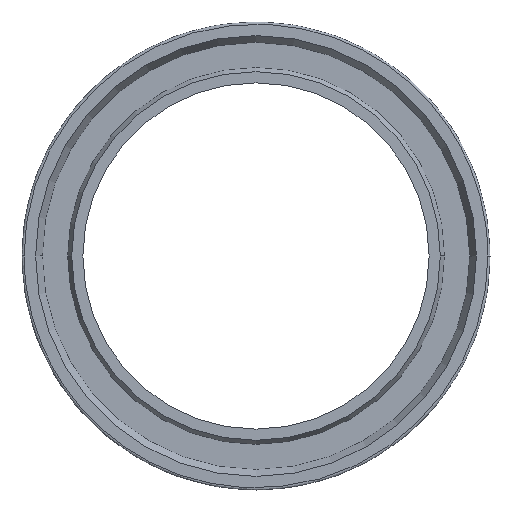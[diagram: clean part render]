
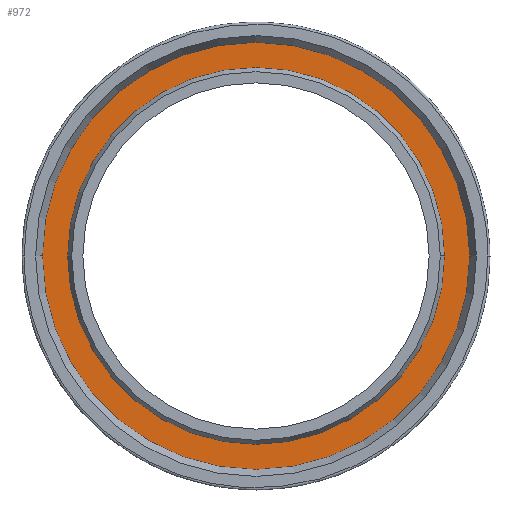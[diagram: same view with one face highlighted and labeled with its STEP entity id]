
A CAD part, left-side view. The second image highlights one B-rep face of the part: STEP entity #972.
In plain terms, the highlighted planar face has unit normal (-1, 0, 0).
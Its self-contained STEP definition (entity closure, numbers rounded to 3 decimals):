
#61 = CARTESIAN_POINT ( 'NONE',  ( 11.185, 0., 0. ) ) ;
#63 = CARTESIAN_POINT ( 'NONE',  ( 11.185, -17.406, 0. ) ) ;
#71 = AXIS2_PLACEMENT_3D ( 'NONE', #911, #991, #444 ) ;
#72 = DIRECTION ( 'NONE',  ( 0., 1., 0. ) ) ;
#87 = EDGE_CURVE ( 'NONE', #338, #248, #815, .T. ) ;
#145 = EDGE_LOOP ( 'NONE', ( #690, #986 ) ) ;
#176 = CARTESIAN_POINT ( 'NONE',  ( 11.185, 17.406, 0. ) ) ;
#219 = ORIENTED_EDGE ( 'NONE', *, *, #330, .T. ) ;
#233 = PLANE ( 'NONE',  #846 ) ;
#248 = VERTEX_POINT ( 'NONE', #176 ) ;
#280 = FACE_OUTER_BOUND ( 'NONE', #580, .T. ) ;
#325 = AXIS2_PLACEMENT_3D ( 'NONE', #61, #993, #72 ) ;
#330 = EDGE_CURVE ( 'NONE', #871, #678, #477, .T. ) ;
#338 = VERTEX_POINT ( 'NONE', #63 ) ;
#384 = ORIENTED_EDGE ( 'NONE', *, *, #729, .T. ) ;
#385 = DIRECTION ( 'NONE',  ( 0., -1., 0. ) ) ;
#444 = DIRECTION ( 'NONE',  ( 0., 1., 0. ) ) ;
#457 = CARTESIAN_POINT ( 'NONE',  ( 11.185, 0., 0. ) ) ;
#477 = CIRCLE ( 'NONE', #537, 19.75 ) ;
#504 = DIRECTION ( 'NONE',  ( -1., 0., 0. ) ) ;
#514 = CARTESIAN_POINT ( 'NONE',  ( 11.185, 0., 0. ) ) ;
#537 = AXIS2_PLACEMENT_3D ( 'NONE', #457, #826, #996 ) ;
#580 = EDGE_LOOP ( 'NONE', ( #384, #219 ) ) ;
#651 = CIRCLE ( 'NONE', #71, 17.406 ) ;
#659 = DIRECTION ( 'NONE',  ( 0., -1., 0. ) ) ;
#676 = CIRCLE ( 'NONE', #869, 19.75 ) ;
#678 = VERTEX_POINT ( 'NONE', #733 ) ;
#690 = ORIENTED_EDGE ( 'NONE', *, *, #939, .F. ) ;
#721 = FACE_BOUND ( 'NONE', #145, .T. ) ;
#729 = EDGE_CURVE ( 'NONE', #678, #871, #676, .T. ) ;
#733 = CARTESIAN_POINT ( 'NONE',  ( 11.185, -19.75, 0. ) ) ;
#815 = CIRCLE ( 'NONE', #325, 17.406 ) ;
#826 = DIRECTION ( 'NONE',  ( -1., 0., 0. ) ) ;
#846 = AXIS2_PLACEMENT_3D ( 'NONE', #917, #998, #385 ) ;
#869 = AXIS2_PLACEMENT_3D ( 'NONE', #514, #504, #659 ) ;
#871 = VERTEX_POINT ( 'NONE', #902 ) ;
#902 = CARTESIAN_POINT ( 'NONE',  ( 11.185, 19.75, 0. ) ) ;
#911 = CARTESIAN_POINT ( 'NONE',  ( 11.185, 0., 0. ) ) ;
#917 = CARTESIAN_POINT ( 'NONE',  ( 11.185, 0., -18.578 ) ) ;
#939 = EDGE_CURVE ( 'NONE', #248, #338, #651, .T. ) ;
#972 = ADVANCED_FACE ( 'NONE', ( #280, #721 ), #233, .T. ) ;
#986 = ORIENTED_EDGE ( 'NONE', *, *, #87, .F. ) ;
#991 = DIRECTION ( 'NONE',  ( -1., 0., 0. ) ) ;
#993 = DIRECTION ( 'NONE',  ( -1., 0., 0. ) ) ;
#996 = DIRECTION ( 'NONE',  ( 0., -1., 0. ) ) ;
#998 = DIRECTION ( 'NONE',  ( -1., 0., 0. ) ) ;
